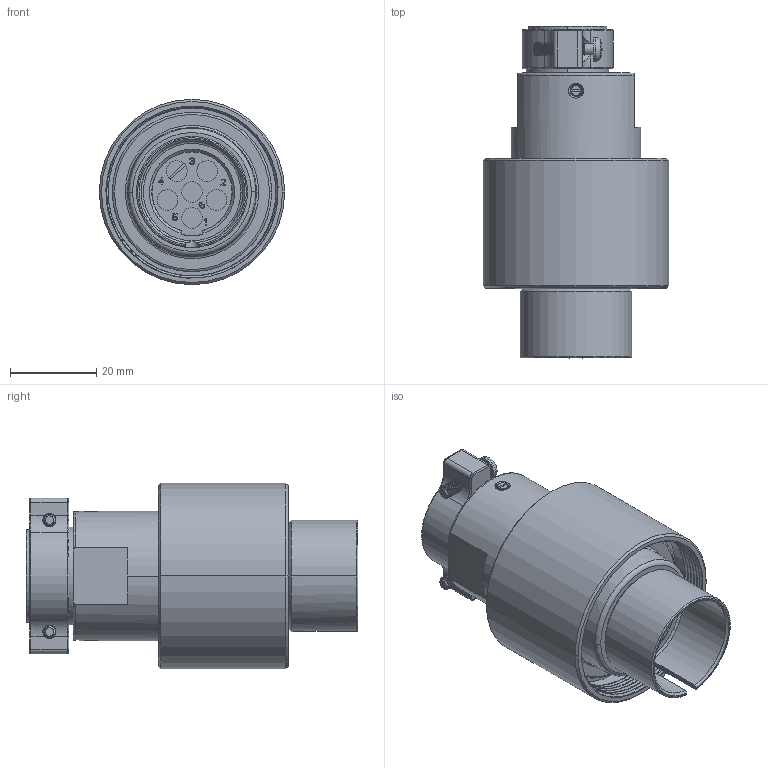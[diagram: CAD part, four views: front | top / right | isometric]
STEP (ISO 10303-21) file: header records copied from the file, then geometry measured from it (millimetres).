
FILE_DESCRIPTION((''),'2;1');
FILE_NAME('3D_1690064101001_HY-T3006-S01E1','2017-08-16T',('zq.xu'),(''),'PRO/ENGINEER BY PARAMETRIC TECHNOLOGY CORPORATION, 2012480','PRO/ENGINEER BY PARAMETRIC TECHNOLOGY CORPORATION, 2012480','');
FILE_SCHEMA(('AUTOMOTIVE_DESIGN { 1 0 10303 214 1 1 1 1 }'));
Length unit declared in the file: millimetre
Products named in the file (1): 3D_1690064101001_HY-T3006-S01E1
Bounding box: 43 x 77 x 43 mm (x, y, z)
Surface area: 32447.8 mm2 (no closed solid volume)
Topology: 0 solids, 4 shells, 1294 faces, 3805 edges, 2543 vertices
Faces by surface type: plane 538, cylinder 295, bspline 240, cone 122, torus 51, extrusion 44, sphere 4
Entity records: 79248 total; most frequent: CARTESIAN_POINT 47426, ORIENTED_EDGE 7553, DIRECTION 5218, EDGE_CURVE 3795, VERTEX_POINT 2541, VECTOR 1752, AXIS2_PLACEMENT_3D 1733, LINE 1708
